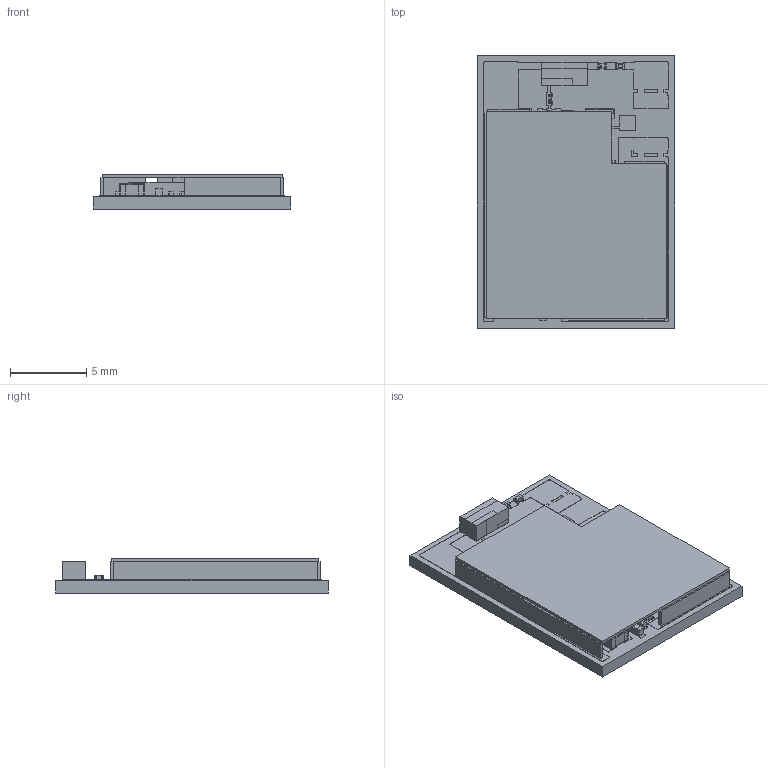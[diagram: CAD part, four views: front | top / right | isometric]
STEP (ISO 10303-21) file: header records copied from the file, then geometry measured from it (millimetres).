
FILE_DESCRIPTION(/* description */ (''),/* implementation_level */ '2;1');
FILE_NAME(/* name */ 'MGM13P12GA.step',/* time_stamp */ '2018-08-21T11:22:50+03:00',/* author */ (''),/* organization */ (''),/* preprocessor_version */ 'ST-DEVELOPER v17',/* originating_system */ 'Autodesk Translation Framework v7.1.0.215',/* authorisation */ '');
FILE_SCHEMA (('AUTOMOTIVE_DESIGN { 1 0 10303 214 3 1 1 }'));
Products named in the file (182): ProductRootModel; DesignRootModel; uid__133; uid__132; uid__131; uid__130; uid__129; uid__128; uid__127; uid__126; uid__125; uid__124; uid__123; uid__122; uid__121; uid__120; uid__119; uid__118; uid__117; uid__116; uid__115; uid__114; uid__113; uid__112; uid__111; uid__110; uid__109; uid__108; uid__107; uid__106; uid__105; uid__104; uid__103; uid__102; uid__101; uid__100; uid__99; uid__98; uid__97; uid__96 ...
Assembly tree (228 placements, depth 5):
  ProductRootModel
    DesignRootModel
      uid__133
      uid__132
      uid__131
      uid__130
      uid__129
      uid__128
      uid__127
      uid__126
      uid__125
      uid__124
      uid__123
      uid__122
      uid__121
      uid__120
      uid__119
      uid__118
      uid__117
      uid__116
      uid__115
      uid__114
      uid__113
      uid__112
      uid__111
      uid__110
      uid__109
      uid__108
      uid__107
      uid__106
      uid__105
      uid__104
      uid__103
      uid__102
      uid__101
      uid__100
      uid__99
      uid__98
      uid__97
      uid__96
      uid__95
      uid__94
      uid__93
      uid__92
      uid__91
      uid__90
      uid__89
      uid__88
      uid__87
      uid__86
      uid__85
      uid__84
      uid__83
      uid__82
      uid__81
      uid__80
      uid__79
      uid__78
      uid__77
      uid__76
Bounding box: 12.9 x 17.8 x 2.28 mm (x, y, z)
Volume: 289.6 mm3; surface area: 1763.5 mm2
Topology: 252 solids, 260 shells, 3030 faces, 7168 edges, 4652 vertices
Faces by surface type: plane 2091, cylinder 811, sphere 128
Full cylindrical faces by diameter (mm): 0.12 x5, 0.224 x1
Entity records: 67860 total; most frequent: DIRECTION 11364, CARTESIAN_POINT 11164, ORIENTED_EDGE 10392, EDGE_CURVE 5212, LINE 4076, VECTOR 4076, AXIS2_PLACEMENT_3D 3644, VERTEX_POINT 3444
